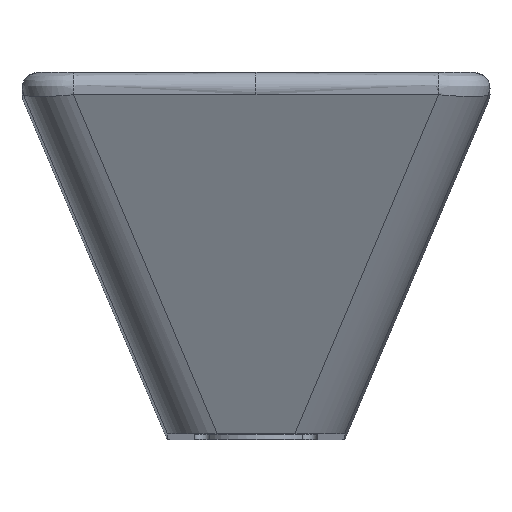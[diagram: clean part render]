
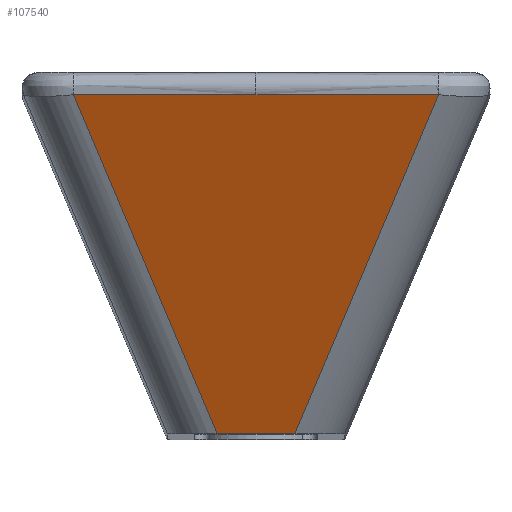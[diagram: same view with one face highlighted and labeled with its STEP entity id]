
A CAD part, top view. The second image highlights one B-rep face of the part: STEP entity #107540.
In plain terms, the highlighted planar face has unit normal (0, -0.423, 0.906).
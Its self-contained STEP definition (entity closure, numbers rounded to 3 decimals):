
#71410=CARTESIAN_POINT('',(-2.474,0.,4.686));
#71420=VERTEX_POINT('',#71410);
#71450=CARTESIAN_POINT('',(0.,0.,4.686));
#71460=DIRECTION('',(1.,0.,0.));
#71470=VECTOR('',#71460,1.);
#71480=LINE('',#71450,#71470);
#71490=CARTESIAN_POINT('',(2.474,0.,4.686));
#71500=VERTEX_POINT('',#71490);
#71510=EDGE_CURVE('',#71420,#71500,#71480,.T.);
#105070=CARTESIAN_POINT('',(-1.846,-1.479,
3.996));
#105080=DIRECTION('',(0.359,-0.846,
-0.394));
#105090=VECTOR('',#105080,1.);
#105100=LINE('',#105070,#105090);
#105110=CARTESIAN_POINT('',(-11.633,21.577,
14.747));
#105120=VERTEX_POINT('',#105110);
#105130=EDGE_CURVE('',#105120,#71420,#105100,.T.);
#107230=CARTESIAN_POINT('',(0.,0.,4.686));
#107240=DIRECTION('',(0.,-0.423,0.906));
#107250=DIRECTION('',(0.,0.906,0.423));
#107260=AXIS2_PLACEMENT_3D('',#107230,#107240,#107250);
#107270=PLANE('',#107260);
#107280=ORIENTED_EDGE('',*,*,#105130,.T.);
#107290=CARTESIAN_POINT('',(-11.633,21.577,
14.747));
#107300=DIRECTION('',(1.,0.,0.));
#107310=VECTOR('',#107300,1.);
#107320=LINE('',#107290,#107310);
#107330=CARTESIAN_POINT('',(0.,21.577,
14.747));
#107340=VERTEX_POINT('',#107330);
#107350=EDGE_CURVE('',#105120,#107340,#107320,.T.);
#107360=ORIENTED_EDGE('',*,*,#107350,.F.);
#107370=CARTESIAN_POINT('',(11.633,21.577,
14.747));
#107380=DIRECTION('',(-1.,0.,0.));
#107390=VECTOR('',#107380,1.);
#107400=LINE('',#107370,#107390);
#107410=CARTESIAN_POINT('',(11.633,21.577,
14.747));
#107420=VERTEX_POINT('',#107410);
#107430=EDGE_CURVE('',#107420,#107340,#107400,.T.);
#107440=ORIENTED_EDGE('',*,*,#107430,.T.);
#107450=CARTESIAN_POINT('',(1.846,-1.479,
3.996));
#107460=DIRECTION('',(-0.359,-0.846,
-0.394));
#107470=VECTOR('',#107460,1.);
#107480=LINE('',#107450,#107470);
#107490=EDGE_CURVE('',#107420,#71500,#107480,.T.);
#107500=ORIENTED_EDGE('',*,*,#107490,.F.);
#107510=ORIENTED_EDGE('',*,*,#71510,.T.);
#107520=EDGE_LOOP('',(#107510,#107500,#107440,#107360,#107280));
#107530=FACE_OUTER_BOUND('',#107520,.T.);
#107540=ADVANCED_FACE('',(#107530),#107270,.T.);
